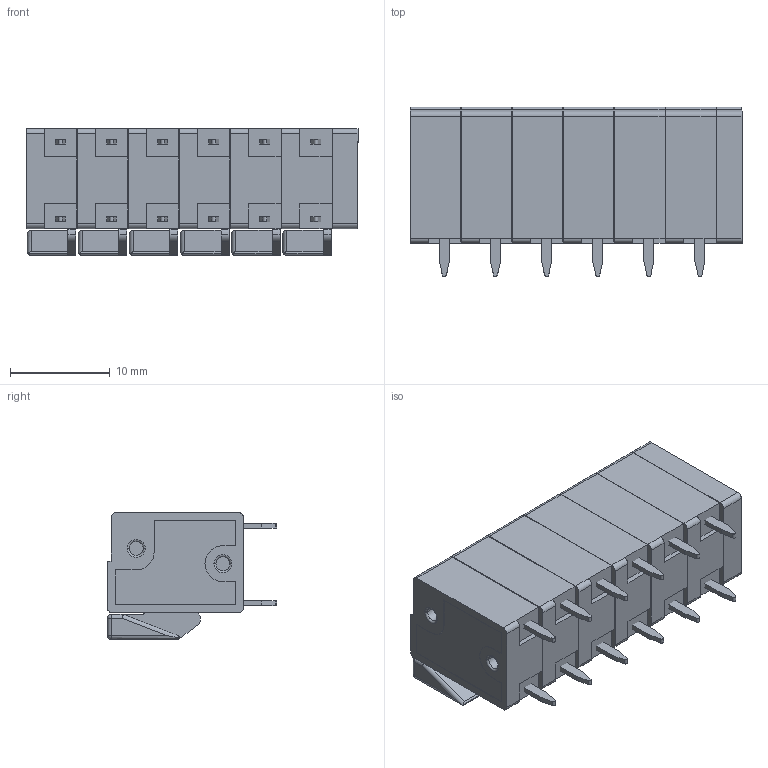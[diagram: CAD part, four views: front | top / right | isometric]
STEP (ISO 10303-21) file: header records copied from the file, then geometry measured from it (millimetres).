
FILE_DESCRIPTION (( 'STEP AP214' ), '1' );
FILE_NAME ('PCB terminal block FFKDS 5.08_6.STEP', '2017-06-24T20:02:21', ( 'M.B.I.' ), ( '' ), 'SwSTEP 2.0', '', '' );
FILE_SCHEMA (( 'AUTOMOTIVE_DESIGN' ));
Length unit declared in the file: millimetre
Products named in the file (3): FFKDS CAP; FFKDS 5.08; PCB terminal block FFKDS 5.08_6
Assembly tree (7 placements, depth 2):
  PCB terminal block FFKDS 5.08_6
    FFKDS 5.08  x6
    FFKDS CAP
Bounding box: 33.32 x 17 x 12.73 mm (x, y, z)
Volume: 3035.8 mm3; surface area: 8893.5 mm2
Topology: 19 solids, 19 shells, 1292 faces, 3504 edges, 2282 vertices
Faces by surface type: plane 767, cylinder 453, torus 48, sphere 12, cone 12
Entity records: 8204 total; most frequent: CARTESIAN_POINT 1497, DIRECTION 1377, ORIENTED_EDGE 1364, EDGE_CURVE 682, LINE 491, VECTOR 491, VERTEX_POINT 447, AXIS2_PLACEMENT_3D 443
